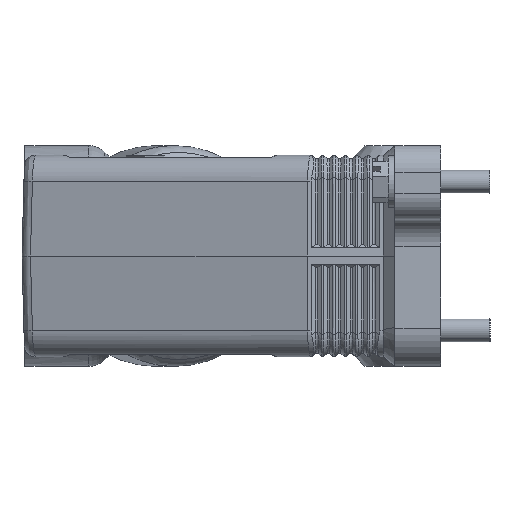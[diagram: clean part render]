
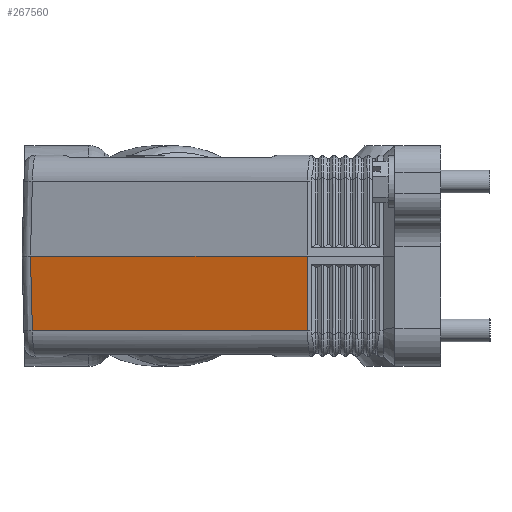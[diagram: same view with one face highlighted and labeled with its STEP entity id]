
A CAD part, left-side view. The second image highlights one B-rep face of the part: STEP entity #267560.
In plain terms, the highlighted planar face has unit normal (-0.966, 0.259, -0.026).
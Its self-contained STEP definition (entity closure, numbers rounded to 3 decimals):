
#71400=CARTESIAN_POINT('',(-92.114,104.071,13.));
#71410=VERTEX_POINT('',#71400);
#71440=CARTESIAN_POINT('',(-91.719,103.556,
-6.683));
#71450=CARTESIAN_POINT('',(-91.721,103.559,
-6.562));
#71460=CARTESIAN_POINT('',(-91.724,103.562,
-6.44));
#71470=CARTESIAN_POINT('',(-91.876,103.76,
1.121));
#71480=CARTESIAN_POINT('',(-92.025,103.955,
8.559));
#71490=CARTESIAN_POINT('',(-92.175,104.15,
15.998));
#71500=B_SPLINE_CURVE_WITH_KNOTS('',3,(#71440,#71450,#71460,#71470,
#71480,#71490),.UNSPECIFIED.,.F.,.F.,(4,2,4),(0.,0.365,
22.694),.UNSPECIFIED.);
#71510=CARTESIAN_POINT('',(-91.719,103.556,
-6.683));
#71520=VERTEX_POINT('',#71510);
#71530=EDGE_CURVE('',#71520,#71410,#71500,.T.);
#175450=CARTESIAN_POINT('',(-111.615,31.294,13.));
#175460=VERTEX_POINT('',#175450);
#267280=CARTESIAN_POINT('',(-90.861,106.118,
-12.991));
#267290=DIRECTION('',(0.966,-0.259,
0.026));
#267300=DIRECTION('',(0.259,0.966,0.));
#267310=AXIS2_PLACEMENT_3D('',#267280,#267290,#267300);
#267320=PLANE('',#267310);
#267330=ORIENTED_EDGE('',*,*,#71530,.F.);
#267340=CARTESIAN_POINT('',(-120.,0.,13.));
#267350=DIRECTION('',(-0.259,-0.966,0.));
#267360=VECTOR('',#267350,1.);
#267370=LINE('',#267340,#267360);
#267380=EDGE_CURVE('',#71410,#175460,#267370,.T.);
#267390=ORIENTED_EDGE('',*,*,#267380,.F.);
#267400=CARTESIAN_POINT('',(-112.296,31.384,39.));
#267410=DIRECTION('',(0.026,-0.003,
-1.));
#267420=VECTOR('',#267410,1.);
#267430=LINE('',#267400,#267420);
#267440=CARTESIAN_POINT('',(-111.1,31.226,
-6.683));
#267450=VERTEX_POINT('',#267440);
#267460=EDGE_CURVE('',#175460,#267450,#267430,.T.);
#267470=ORIENTED_EDGE('',*,*,#267460,.F.);
#267480=CARTESIAN_POINT('',(-118.981,1.811,
-6.683));
#267490=DIRECTION('',(0.259,0.966,0.));
#267500=VECTOR('',#267490,1.);
#267510=LINE('',#267480,#267500);
#267520=EDGE_CURVE('',#267450,#71520,#267510,.T.);
#267530=ORIENTED_EDGE('',*,*,#267520,.F.);
#267540=EDGE_LOOP('',(#267530,#267470,#267390,#267330));
#267550=FACE_OUTER_BOUND('',#267540,.T.);
#267560=ADVANCED_FACE('',(#267550),#267320,.F.);
